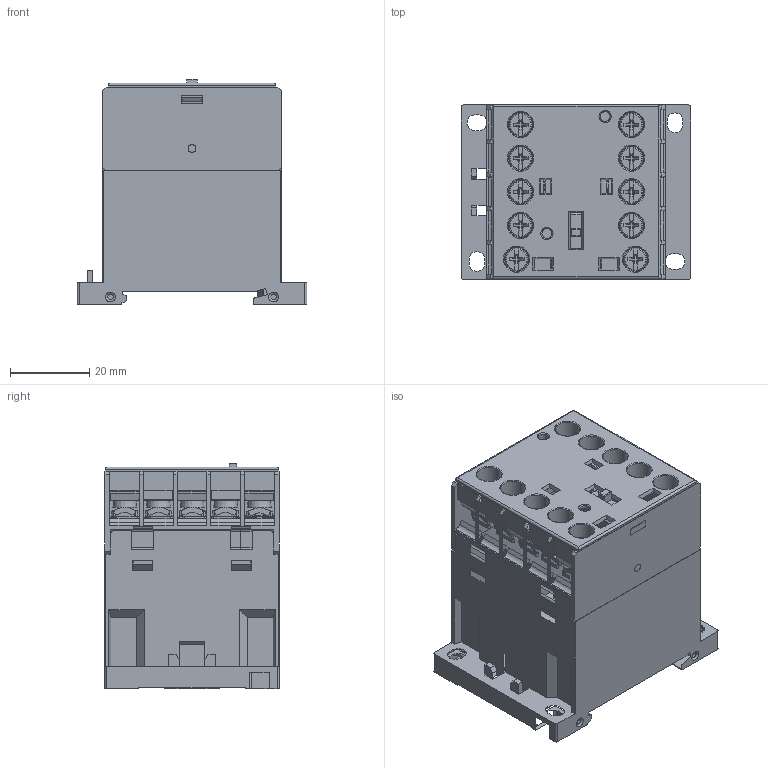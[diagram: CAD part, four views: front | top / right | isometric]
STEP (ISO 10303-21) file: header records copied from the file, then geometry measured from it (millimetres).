
FILE_DESCRIPTION(/* description */ (''),/* implementation_level */ '2;1');
FILE_NAME(/* name */ 'FILE_STP_CAD_DRAWING_BG09_Catalog_prt.stp',/* time_stamp */ '2021-03-03T09:15:29+01:00',/* author */ (''),/* organization */ (''),/* preprocessor_version */ 'ST-DEVELOPER v16.7',/* originating_system */ 'SIEMENS PLM Software NX 12.0',/* authorisation */ '');
FILE_SCHEMA (('AUTOMOTIVE_DESIGN { 1 0 10303 214 3 1 1 1 }'));
Length unit declared in the file: millimetre
Products named in the file (1): BG09_Catalog
Bounding box: 58 x 44 x 57.02 mm (x, y, z)
Surface area: 19584.8 mm2 (no closed solid volume)
Topology: 0 solids, 123 shells, 839 faces, 4187 edges, 3395 vertices
Faces by surface type: plane 525, cylinder 258, torus 34, cone 12, sphere 10
Full cylindrical faces by diameter (mm): 1.5 x4, 2.5 x2, 6.2 x10
Entity records: 43857 total; most frequent: CARTESIAN_POINT 11457, DIRECTION 6224, ORIENTED_EDGE 5419, EDGE_CURVE 4121, VERTEX_POINT 3373, LINE 2668, VECTOR 2668, AXIS2_PLACEMENT_3D 1778
